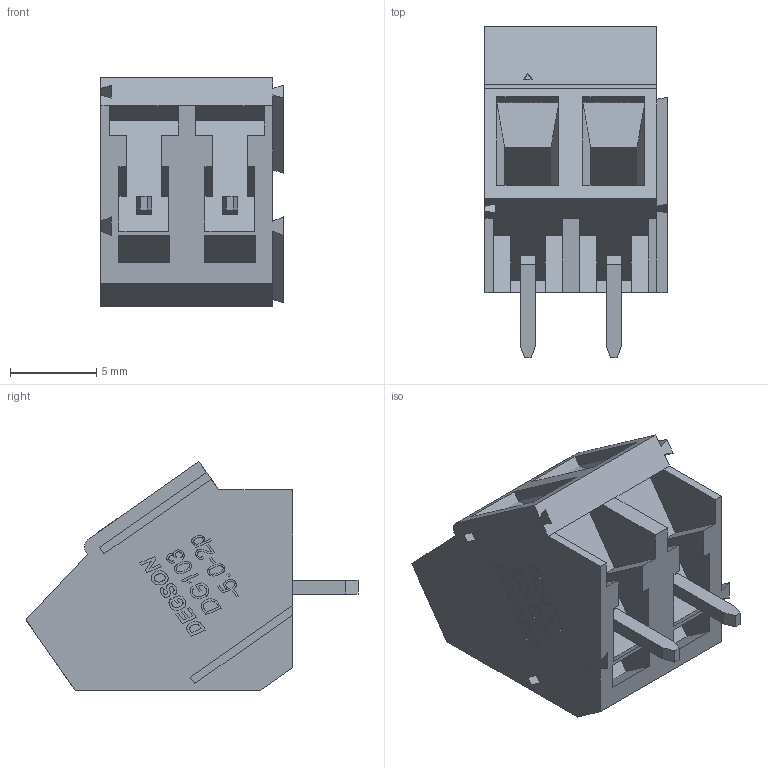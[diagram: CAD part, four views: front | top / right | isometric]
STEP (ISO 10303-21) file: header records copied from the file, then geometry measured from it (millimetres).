
FILE_DESCRIPTION (( 'STEP AP214' ), '1' );
FILE_NAME ('DG103-5.0-02P-14-00AH.STEP', '2021-01-09T22:15:04', ( '' ), ( '' ), 'SwSTEP 2.0', 'SolidWorks 2020', '' );
FILE_SCHEMA (( 'AUTOMOTIVE_DESIGN' ));
Length unit declared in the file: millimetre
Products named in the file (1): DG103-5.0-02P-14-00AH
Bounding box: 10.6 x 19.3 x 13.3 mm (x, y, z)
Volume: 1088.2 mm3; surface area: 1451.1 mm2
Topology: 1 solids, 1 shells, 421 faces, 1120 edges, 738 vertices
Faces by surface type: plane 251, bspline 147, cylinder 13, torus 10
Entity records: 23615 total; most frequent: CARTESIAN_POINT 10683, ORIENTED_EDGE 2240, DIRECTION 1430, EDGE_CURVE 1120, VECTOR 764, LINE 764, VERTEX_POINT 738, EDGE_LOOP 458
